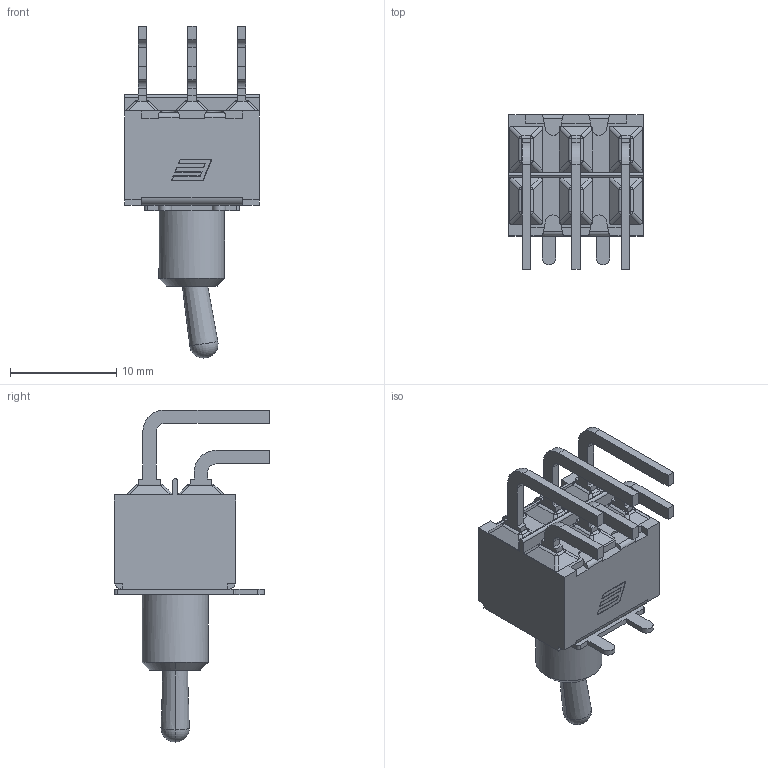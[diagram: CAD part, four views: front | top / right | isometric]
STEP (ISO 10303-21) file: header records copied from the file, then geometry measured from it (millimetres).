
FILE_DESCRIPTION (( 'STEP AP214' ), '1' );
FILE_NAME ('100DP1T2B4M6QE.STEP', '2022-07-25T08:30:32', ( '' ), ( '' ), 'SwSTEP 2.0', 'SolidWorks 2017', '' );
FILE_SCHEMA (( 'AUTOMOTIVE_DESIGN' ));
Length unit declared in the file: millimetre
Products named in the file (2): 100DP1T2B4M6QE
Assembly tree (1 placements, depth 2):
  100DP1T2B4M6QE
    100DP1T2B4M6QE
Bounding box: 12.7 x 14.6 x 31.27 mm (x, y, z)
Surface area: 2130.5 mm2 (no closed solid volume)
Topology: 0 solids, 3 shells, 395 faces, 1023 edges, 646 vertices
Faces by surface type: plane 282, cylinder 81, bspline 26, cone 4, torus 2
Entity records: 12135 total; most frequent: CARTESIAN_POINT 2610, ORIENTED_EDGE 2036, DIRECTION 1864, EDGE_CURVE 1019, LINE 816, VECTOR 816, VERTEX_POINT 646, AXIS2_PLACEMENT_3D 524
